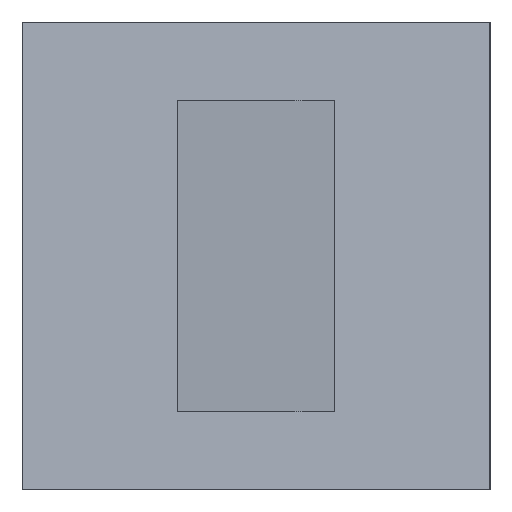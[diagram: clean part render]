
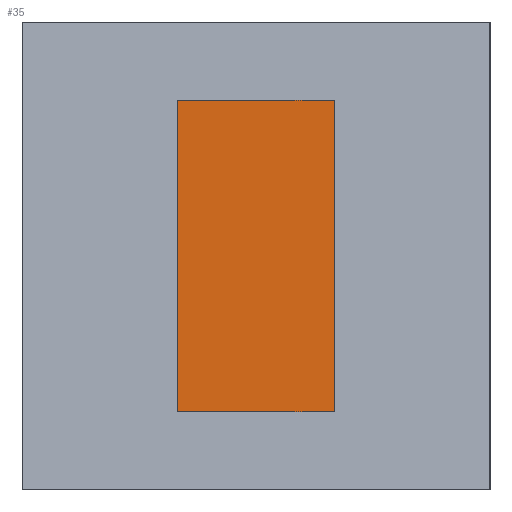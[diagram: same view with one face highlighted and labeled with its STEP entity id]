
A CAD part, left-side view. The second image highlights one B-rep face of the part: STEP entity #35.
In plain terms, the highlighted free-form (B-spline) face has degree [1, 1] with [2, 2] control points.
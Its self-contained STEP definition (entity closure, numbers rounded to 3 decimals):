
#35 = ADVANCED_FACE('',(#36),#49,.F.);
#36 = FACE_BOUND('',#37,.F.);
#37 = EDGE_LOOP('',(#38,#70,#95,#120));
#38 = ORIENTED_EDGE('',*,*,#39,.F.);
#39 = EDGE_CURVE('',#40,#42,#44,.T.);
#40 = VERTEX_POINT('',#41);
#41 = CARTESIAN_POINT('',(1.,50.333,124.333));
#42 = VERTEX_POINT('',#43);
#43 = CARTESIAN_POINT('',(1.,99.667,124.333));
#44 = SURFACE_CURVE('',#45,(#48,#59),.PCURVE_S1.);
#45 = B_SPLINE_CURVE_WITH_KNOTS('',1,(#46,#47),.UNSPECIFIED.,.F.,.F.,(2,
    2),(0.,50.),.PIECEWISE_BEZIER_KNOTS.);
#46 = CARTESIAN_POINT('',(1.,50.333,124.333));
#47 = CARTESIAN_POINT('',(1.,99.667,124.333));
#48 = PCURVE('',#49,#54);
#49 = B_SPLINE_SURFACE_WITH_KNOTS('',1,1,(
    (#50,#51)
    ,(#52,#53
    )),.UNSPECIFIED.,.F.,.F.,.F.,(2,2),(2,2),(25.,125.),(-100.,-50.),
  .PIECEWISE_BEZIER_KNOTS.);
#50 = CARTESIAN_POINT('',(1.,99.667,25.667));
#51 = CARTESIAN_POINT('',(1.,50.333,25.667));
#52 = CARTESIAN_POINT('',(1.,99.667,124.333));
#53 = CARTESIAN_POINT('',(1.,50.333,124.333));
#54 = DEFINITIONAL_REPRESENTATION('',(#55),#58);
#55 = B_SPLINE_CURVE_WITH_KNOTS('',1,(#56,#57),.UNSPECIFIED.,.F.,.F.,(2,
    2),(0.,50.),.PIECEWISE_BEZIER_KNOTS.);
#56 = CARTESIAN_POINT('',(125.,-50.));
#57 = CARTESIAN_POINT('',(125.,-100.));
#58 = ( GEOMETRIC_REPRESENTATION_CONTEXT(2) 
PARAMETRIC_REPRESENTATION_CONTEXT() REPRESENTATION_CONTEXT('2D SPACE',''
  ) );
#59 = PCURVE('',#60,#65);
#60 = B_SPLINE_SURFACE_WITH_KNOTS('',1,1,(
    (#61,#62)
    ,(#63,#64
    )),.UNSPECIFIED.,.F.,.F.,.F.,(2,2),(2,2),(0.,76.667),(0.,
    50.),.PIECEWISE_BEZIER_KNOTS.);
#61 = CARTESIAN_POINT('',(1.,50.333,124.333));
#62 = CARTESIAN_POINT('',(1.,99.667,124.333));
#63 = CARTESIAN_POINT('',(77.636,50.333,124.333));
#64 = CARTESIAN_POINT('',(77.636,99.667,124.333));
#65 = DEFINITIONAL_REPRESENTATION('',(#66),#69);
#66 = B_SPLINE_CURVE_WITH_KNOTS('',1,(#67,#68),.UNSPECIFIED.,.F.,.F.,(2,
    2),(0.,50.),.PIECEWISE_BEZIER_KNOTS.);
#67 = CARTESIAN_POINT('',(0.,0.));
#68 = CARTESIAN_POINT('',(0.,50.));
#69 = ( GEOMETRIC_REPRESENTATION_CONTEXT(2) 
PARAMETRIC_REPRESENTATION_CONTEXT() REPRESENTATION_CONTEXT('2D SPACE',''
  ) );
#70 = ORIENTED_EDGE('',*,*,#71,.F.);
#71 = EDGE_CURVE('',#72,#40,#74,.T.);
#72 = VERTEX_POINT('',#73);
#73 = CARTESIAN_POINT('',(1.,50.333,25.667));
#74 = SURFACE_CURVE('',#75,(#78,#84),.PCURVE_S1.);
#75 = B_SPLINE_CURVE_WITH_KNOTS('',1,(#76,#77),.UNSPECIFIED.,.F.,.F.,(2,
    2),(0.,100.),.PIECEWISE_BEZIER_KNOTS.);
#76 = CARTESIAN_POINT('',(1.,50.333,25.667));
#77 = CARTESIAN_POINT('',(1.,50.333,124.333));
#78 = PCURVE('',#49,#79);
#79 = DEFINITIONAL_REPRESENTATION('',(#80),#83);
#80 = B_SPLINE_CURVE_WITH_KNOTS('',1,(#81,#82),.UNSPECIFIED.,.F.,.F.,(2,
    2),(0.,100.),.PIECEWISE_BEZIER_KNOTS.);
#81 = CARTESIAN_POINT('',(25.,-50.));
#82 = CARTESIAN_POINT('',(125.,-50.));
#83 = ( GEOMETRIC_REPRESENTATION_CONTEXT(2) 
PARAMETRIC_REPRESENTATION_CONTEXT() REPRESENTATION_CONTEXT('2D SPACE',''
  ) );
#84 = PCURVE('',#85,#90);
#85 = B_SPLINE_SURFACE_WITH_KNOTS('',1,1,(
    (#86,#87)
    ,(#88,#89
    )),.UNSPECIFIED.,.F.,.F.,.F.,(2,2),(2,2),(0.,100.),(0.,
    76.667),.PIECEWISE_BEZIER_KNOTS.);
#86 = CARTESIAN_POINT('',(1.,50.333,25.667));
#87 = CARTESIAN_POINT('',(77.636,50.333,25.667));
#88 = CARTESIAN_POINT('',(1.,50.333,124.333));
#89 = CARTESIAN_POINT('',(77.636,50.333,124.333));
#90 = DEFINITIONAL_REPRESENTATION('',(#91),#94);
#91 = B_SPLINE_CURVE_WITH_KNOTS('',1,(#92,#93),.UNSPECIFIED.,.F.,.F.,(2,
    2),(0.,100.),.PIECEWISE_BEZIER_KNOTS.);
#92 = CARTESIAN_POINT('',(0.,0.));
#93 = CARTESIAN_POINT('',(100.,0.));
#94 = ( GEOMETRIC_REPRESENTATION_CONTEXT(2) 
PARAMETRIC_REPRESENTATION_CONTEXT() REPRESENTATION_CONTEXT('2D SPACE',''
  ) );
#95 = ORIENTED_EDGE('',*,*,#96,.T.);
#96 = EDGE_CURVE('',#72,#97,#99,.T.);
#97 = VERTEX_POINT('',#98);
#98 = CARTESIAN_POINT('',(1.,99.667,25.667));
#99 = SURFACE_CURVE('',#100,(#103,#109),.PCURVE_S1.);
#100 = B_SPLINE_CURVE_WITH_KNOTS('',1,(#101,#102),.UNSPECIFIED.,.F.,.F.,
  (2,2),(0.,50.),.PIECEWISE_BEZIER_KNOTS.);
#101 = CARTESIAN_POINT('',(1.,50.333,25.667));
#102 = CARTESIAN_POINT('',(1.,99.667,25.667));
#103 = PCURVE('',#49,#104);
#104 = DEFINITIONAL_REPRESENTATION('',(#105),#108);
#105 = B_SPLINE_CURVE_WITH_KNOTS('',1,(#106,#107),.UNSPECIFIED.,.F.,.F.,
  (2,2),(0.,50.),.PIECEWISE_BEZIER_KNOTS.);
#106 = CARTESIAN_POINT('',(25.,-50.));
#107 = CARTESIAN_POINT('',(25.,-100.));
#108 = ( GEOMETRIC_REPRESENTATION_CONTEXT(2) 
PARAMETRIC_REPRESENTATION_CONTEXT() REPRESENTATION_CONTEXT('2D SPACE',''
  ) );
#109 = PCURVE('',#110,#115);
#110 = B_SPLINE_SURFACE_WITH_KNOTS('',1,1,(
    (#111,#112)
    ,(#113,#114
    )),.UNSPECIFIED.,.F.,.F.,.F.,(2,2),(2,2),(0.,63.333),(0.,
    50.),.PIECEWISE_BEZIER_KNOTS.);
#111 = CARTESIAN_POINT('',(1.,50.333,25.667));
#112 = CARTESIAN_POINT('',(1.,99.667,25.667));
#113 = CARTESIAN_POINT('',(64.308,50.333,25.667));
#114 = CARTESIAN_POINT('',(64.308,99.667,25.667));
#115 = DEFINITIONAL_REPRESENTATION('',(#116),#119);
#116 = B_SPLINE_CURVE_WITH_KNOTS('',1,(#117,#118),.UNSPECIFIED.,.F.,.F.,
  (2,2),(0.,50.),.PIECEWISE_BEZIER_KNOTS.);
#117 = CARTESIAN_POINT('',(0.,0.));
#118 = CARTESIAN_POINT('',(0.,50.));
#119 = ( GEOMETRIC_REPRESENTATION_CONTEXT(2) 
PARAMETRIC_REPRESENTATION_CONTEXT() REPRESENTATION_CONTEXT('2D SPACE',''
  ) );
#120 = ORIENTED_EDGE('',*,*,#121,.T.);
#121 = EDGE_CURVE('',#97,#42,#122,.T.);
#122 = SURFACE_CURVE('',#123,(#126,#132),.PCURVE_S1.);
#123 = B_SPLINE_CURVE_WITH_KNOTS('',1,(#124,#125),.UNSPECIFIED.,.F.,.F.,
  (2,2),(0.,100.),.PIECEWISE_BEZIER_KNOTS.);
#124 = CARTESIAN_POINT('',(1.,99.667,25.667));
#125 = CARTESIAN_POINT('',(1.,99.667,124.333));
#126 = PCURVE('',#49,#127);
#127 = DEFINITIONAL_REPRESENTATION('',(#128),#131);
#128 = B_SPLINE_CURVE_WITH_KNOTS('',1,(#129,#130),.UNSPECIFIED.,.F.,.F.,
  (2,2),(0.,100.),.PIECEWISE_BEZIER_KNOTS.);
#129 = CARTESIAN_POINT('',(25.,-100.));
#130 = CARTESIAN_POINT('',(125.,-100.));
#131 = ( GEOMETRIC_REPRESENTATION_CONTEXT(2) 
PARAMETRIC_REPRESENTATION_CONTEXT() REPRESENTATION_CONTEXT('2D SPACE',''
  ) );
#132 = PCURVE('',#133,#138);
#133 = B_SPLINE_SURFACE_WITH_KNOTS('',1,1,(
    (#134,#135)
    ,(#136,#137
    )),.UNSPECIFIED.,.F.,.F.,.F.,(2,2),(2,2),(0.,100.),(0.,
    76.667),.PIECEWISE_BEZIER_KNOTS.);
#134 = CARTESIAN_POINT('',(1.,99.667,25.667));
#135 = CARTESIAN_POINT('',(77.636,99.667,25.667));
#136 = CARTESIAN_POINT('',(1.,99.667,124.333));
#137 = CARTESIAN_POINT('',(77.636,99.667,124.333));
#138 = DEFINITIONAL_REPRESENTATION('',(#139),#142);
#139 = B_SPLINE_CURVE_WITH_KNOTS('',1,(#140,#141),.UNSPECIFIED.,.F.,.F.,
  (2,2),(0.,100.),.PIECEWISE_BEZIER_KNOTS.);
#140 = CARTESIAN_POINT('',(0.,0.));
#141 = CARTESIAN_POINT('',(100.,0.));
#142 = ( GEOMETRIC_REPRESENTATION_CONTEXT(2) 
PARAMETRIC_REPRESENTATION_CONTEXT() REPRESENTATION_CONTEXT('2D SPACE',''
  ) );
